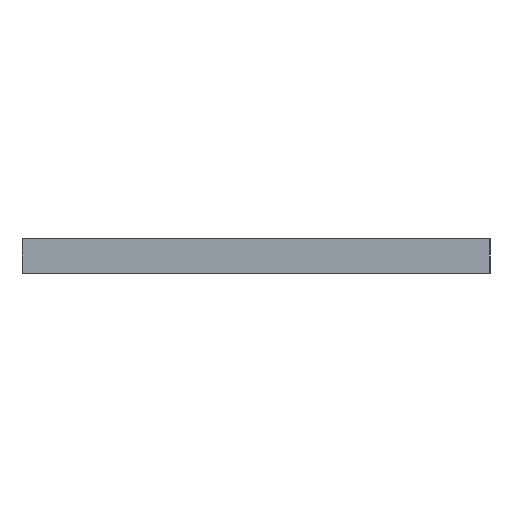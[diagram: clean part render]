
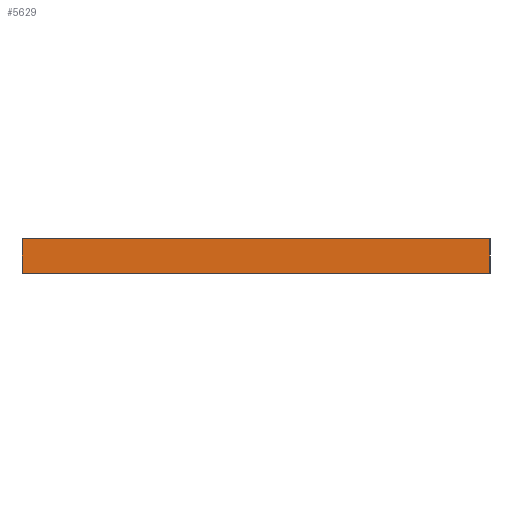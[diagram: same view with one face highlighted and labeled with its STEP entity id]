
A CAD part, left-side view. The second image highlights one B-rep face of the part: STEP entity #5629.
In plain terms, the highlighted planar face has unit normal (-1, 0, 0).
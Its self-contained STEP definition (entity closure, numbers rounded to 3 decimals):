
#156=PLANE('',#5777);
#446=FACE_OUTER_BOUND('',#749,.T.);
#749=EDGE_LOOP('',(#5146,#5147,#5148,#5149));
#1215=LINE('',#9859,#1690);
#1228=LINE('',#9911,#1703);
#1230=LINE('',#9915,#1705);
#1231=LINE('',#9916,#1706);
#1690=VECTOR('',#6437,10.);
#1703=VECTOR('',#6496,10.);
#1705=VECTOR('',#6500,10.);
#1706=VECTOR('',#6501,10.);
#2611=VERTEX_POINT('',#9856);
#2612=VERTEX_POINT('',#9858);
#2628=VERTEX_POINT('',#9910);
#2629=VERTEX_POINT('',#9914);
#3445=EDGE_CURVE('',#2611,#2612,#1215,.T.);
#3470=EDGE_CURVE('',#2612,#2628,#1228,.T.);
#3472=EDGE_CURVE('',#2611,#2629,#1230,.T.);
#3473=EDGE_CURVE('',#2629,#2628,#1231,.T.);
#5146=ORIENTED_EDGE('',*,*,#3445,.F.);
#5147=ORIENTED_EDGE('',*,*,#3472,.T.);
#5148=ORIENTED_EDGE('',*,*,#3473,.T.);
#5149=ORIENTED_EDGE('',*,*,#3470,.F.);
#5629=ADVANCED_FACE('',(#446),#156,.F.);
#5777=AXIS2_PLACEMENT_3D('',#9913,#6498,#6499);
#6437=DIRECTION('',(0.,-1.,0.));
#6496=DIRECTION('',(0.,0.,-1.));
#6498=DIRECTION('center_axis',(1.,0.,0.));
#6499=DIRECTION('ref_axis',(0.,-1.,0.));
#6500=DIRECTION('',(0.,0.,-1.));
#6501=DIRECTION('',(0.,-1.,0.));
#9856=CARTESIAN_POINT('',(0.,55.,0.));
#9858=CARTESIAN_POINT('',(0.,0.,0.));
#9859=CARTESIAN_POINT('',(0.,55.,0.));
#9910=CARTESIAN_POINT('',(0.,0.,-4.));
#9911=CARTESIAN_POINT('',(0.,0.,0.));
#9913=CARTESIAN_POINT('Origin',(0.,55.,0.));
#9914=CARTESIAN_POINT('',(0.,55.,-4.));
#9915=CARTESIAN_POINT('',(0.,55.,0.));
#9916=CARTESIAN_POINT('',(0.,55.,-4.));
